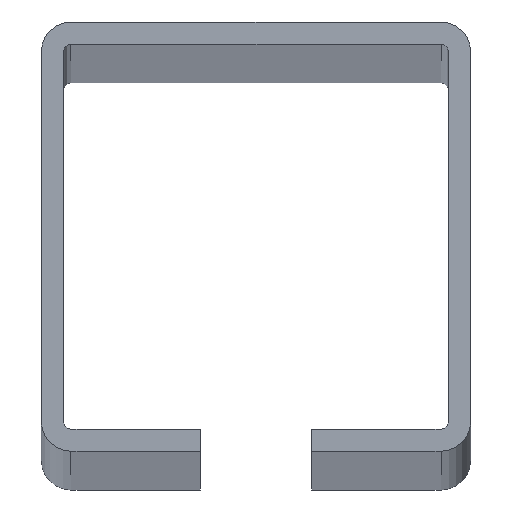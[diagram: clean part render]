
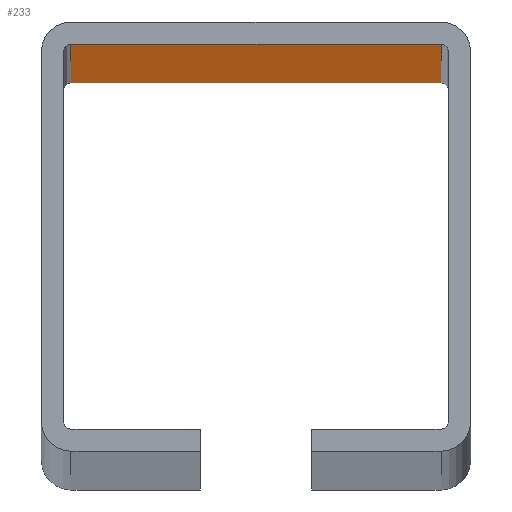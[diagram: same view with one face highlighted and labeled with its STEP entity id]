
A CAD part, top view. The second image highlights one B-rep face of the part: STEP entity #233.
In plain terms, the highlighted planar face has unit normal (0, -1, 0).
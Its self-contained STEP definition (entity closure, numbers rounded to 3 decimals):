
#14 = AXIS2_PLACEMENT_3D ( 'NONE', #561, #35, #268 ) ;
#17 = ORIENTED_EDGE ( 'NONE', *, *, #619, .T. ) ;
#31 = EDGE_CURVE ( 'NONE', #167, #573, #425, .T. ) ;
#35 = DIRECTION ( 'NONE',  ( 0., 1., 0. ) ) ;
#45 = ORIENTED_EDGE ( 'NONE', *, *, #222, .F. ) ;
#56 = EDGE_LOOP ( 'NONE', ( #251, #45, #504, #17 ) ) ;
#68 = CARTESIAN_POINT ( 'NONE',  ( 25., 55., 0. ) ) ;
#103 = DIRECTION ( 'NONE',  ( 0., 0., -1. ) ) ;
#157 = FACE_OUTER_BOUND ( 'NONE', #56, .T. ) ;
#167 = VERTEX_POINT ( 'NONE', #430 ) ;
#188 = VECTOR ( 'NONE', #103, 1000. ) ;
#220 = DIRECTION ( 'NONE',  ( 0., 0., -1. ) ) ;
#222 = EDGE_CURVE ( 'NONE', #242, #573, #556, .T. ) ;
#233 = ADVANCED_FACE ( 'NONE', ( #157 ), #331, .F. ) ;
#242 = VERTEX_POINT ( 'NONE', #443 ) ;
#251 = ORIENTED_EDGE ( 'NONE', *, *, #31, .T. ) ;
#260 = DIRECTION ( 'NONE',  ( 1., 0., 0. ) ) ;
#267 = VECTOR ( 'NONE', #260, 1000. ) ;
#268 = DIRECTION ( 'NONE',  ( -1., 0., 0. ) ) ;
#331 = PLANE ( 'NONE',  #14 ) ;
#341 = VECTOR ( 'NONE', #220, 1000. ) ;
#414 = VERTEX_POINT ( 'NONE', #502 ) ;
#425 = LINE ( 'NONE', #68, #267 ) ;
#430 = CARTESIAN_POINT ( 'NONE',  ( -25., 55., 0. ) ) ;
#443 = CARTESIAN_POINT ( 'NONE',  ( 25., 55., 3000. ) ) ;
#454 = CARTESIAN_POINT ( 'NONE',  ( 25., 55., 3000. ) ) ;
#502 = CARTESIAN_POINT ( 'NONE',  ( -25., 55., 3000. ) ) ;
#504 = ORIENTED_EDGE ( 'NONE', *, *, #743, .F. ) ;
#556 = LINE ( 'NONE', #454, #341 ) ;
#561 = CARTESIAN_POINT ( 'NONE',  ( 25., 55., 3000. ) ) ;
#573 = VERTEX_POINT ( 'NONE', #740 ) ;
#606 = LINE ( 'NONE', #664, #689 ) ;
#608 = CARTESIAN_POINT ( 'NONE',  ( -25., 55., 3000. ) ) ;
#612 = DIRECTION ( 'NONE',  ( 1., 0., 0. ) ) ;
#619 = EDGE_CURVE ( 'NONE', #414, #167, #729, .T. ) ;
#664 = CARTESIAN_POINT ( 'NONE',  ( -25., 55., 3000. ) ) ;
#689 = VECTOR ( 'NONE', #612, 1000. ) ;
#729 = LINE ( 'NONE', #608, #188 ) ;
#740 = CARTESIAN_POINT ( 'NONE',  ( 25., 55., 0. ) ) ;
#743 = EDGE_CURVE ( 'NONE', #414, #242, #606, .T. ) ;
